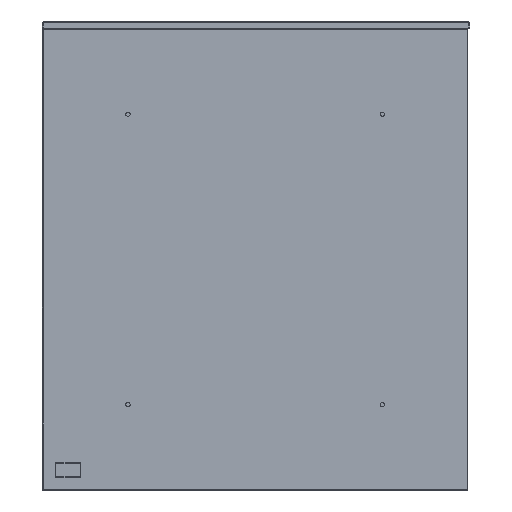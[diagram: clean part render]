
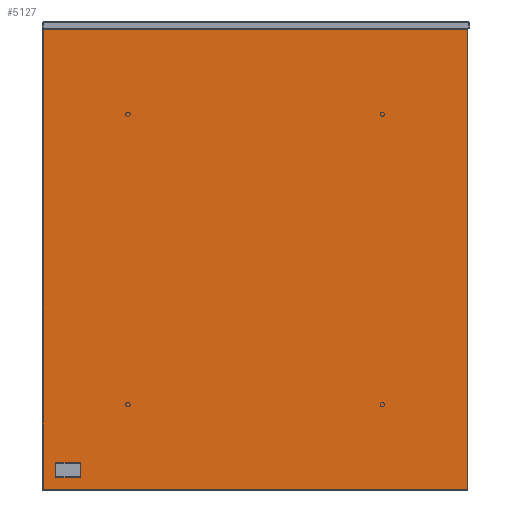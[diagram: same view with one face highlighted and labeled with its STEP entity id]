
A CAD part, left-side view. The second image highlights one B-rep face of the part: STEP entity #5127.
In plain terms, the highlighted planar face has unit normal (-1, 0, 0).
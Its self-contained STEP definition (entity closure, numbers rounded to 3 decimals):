
#4865=CARTESIAN_POINT('',(-1420.943,3185.176,1.131));
#4866=VERTEX_POINT('',#4865);
#4867=CARTESIAN_POINT('',(-1420.943,3185.176,538.869));
#4868=VERTEX_POINT('',#4867);
#4869=CARTESIAN_POINT('',(-1420.943,3185.176,1.131));
#4870=DIRECTION('',(0.0,0.0,1.0));
#4871=VECTOR('',#4870,537.737);
#4872=LINE('',#4869,#4871);
#4873=EDGE_CURVE('',#4866,#4868,#4872,.T.);
#4896=CARTESIAN_POINT('',(-1420.943,3184.845,539.2));
#4897=VERTEX_POINT('',#4896);
#4898=CARTESIAN_POINT('',(-1420.943,3185.176,538.869));
#4899=DIRECTION('',(0.0,-0.707,0.707));
#4900=VECTOR('',#4899,0.469);
#4901=LINE('',#4898,#4900);
#4902=EDGE_CURVE('',#4868,#4897,#4901,.T.);
#4920=CARTESIAN_POINT('',(-1420.943,2689.107,539.2));
#4921=VERTEX_POINT('',#4920);
#4922=CARTESIAN_POINT('',(-1420.943,3184.845,539.2));
#4923=DIRECTION('',(0.0,-1.0,0.0));
#4924=VECTOR('',#4923,495.737);
#4925=LINE('',#4922,#4924);
#4926=EDGE_CURVE('',#4897,#4921,#4925,.T.);
#4953=CARTESIAN_POINT('',(-1420.943,2688.776,538.869));
#4954=VERTEX_POINT('',#4953);
#4955=CARTESIAN_POINT('',(-1420.943,2689.107,539.2));
#4956=DIRECTION('',(0.0,-0.707,-0.707));
#4957=VECTOR('',#4956,0.469);
#4958=LINE('',#4955,#4957);
#4959=EDGE_CURVE('',#4921,#4954,#4958,.T.);
#4984=CARTESIAN_POINT('',(-1420.943,2688.776,1.131));
#4985=VERTEX_POINT('',#4984);
#4986=CARTESIAN_POINT('',(-1420.943,2688.776,538.869));
#4987=DIRECTION('',(0.0,0.0,-1.0));
#4988=VECTOR('',#4987,537.737);
#4989=LINE('',#4986,#4988);
#4990=EDGE_CURVE('',#4954,#4985,#4989,.T.);
#5015=CARTESIAN_POINT('',(-1420.943,2689.107,0.8));
#5016=VERTEX_POINT('',#5015);
#5017=CARTESIAN_POINT('',(-1420.943,2688.776,1.131));
#5018=DIRECTION('',(0.0,0.707,-0.707));
#5019=VECTOR('',#5018,0.469);
#5020=LINE('',#5017,#5019);
#5021=EDGE_CURVE('',#4985,#5016,#5020,.T.);
#5044=CARTESIAN_POINT('',(-1420.943,3184.845,0.8));
#5045=VERTEX_POINT('',#5044);
#5046=CARTESIAN_POINT('',(-1420.943,2689.107,0.8));
#5047=DIRECTION('',(0.0,1.0,0.0));
#5048=VECTOR('',#5047,495.737);
#5049=LINE('',#5046,#5048);
#5050=EDGE_CURVE('',#5016,#5045,#5049,.T.);
#5068=CARTESIAN_POINT('',(-1420.943,3184.845,0.8));
#5069=DIRECTION('',(0.0,0.707,0.707));
#5070=VECTOR('',#5069,0.469);
#5071=LINE('',#5068,#5070);
#5072=EDGE_CURVE('',#5045,#4866,#5071,.T.);
#5112=CARTESIAN_POINT('',(-1420.943,2936.976,0.799));
#5113=DIRECTION('',(-1.0,0.0,0.0));
#5114=DIRECTION('',(0.0,0.0,1.0));
#5115=AXIS2_PLACEMENT_3D('',#5112,#5113,#5114);
#5116=PLANE('',#5115);
#5117=ORIENTED_EDGE('',*,*,#4873,.F.);
#5118=ORIENTED_EDGE('',*,*,#5072,.F.);
#5119=ORIENTED_EDGE('',*,*,#5050,.F.);
#5120=ORIENTED_EDGE('',*,*,#5021,.F.);
#5121=ORIENTED_EDGE('',*,*,#4990,.F.);
#5122=ORIENTED_EDGE('',*,*,#4959,.F.);
#5123=ORIENTED_EDGE('',*,*,#4926,.F.);
#5124=ORIENTED_EDGE('',*,*,#4902,.F.);
#5125=EDGE_LOOP('',(#5117,#5118,#5119,#5120,#5121,#5122,#5123,#5124));
#5126=FACE_OUTER_BOUND('',#5125,.T.);
#5127=ADVANCED_FACE('',(#5126),#5116,.T.);
